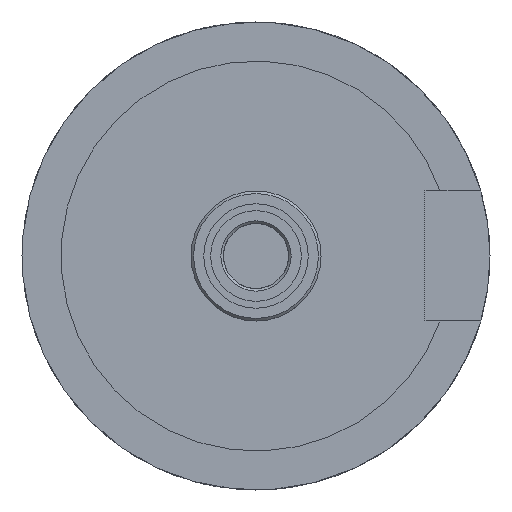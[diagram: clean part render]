
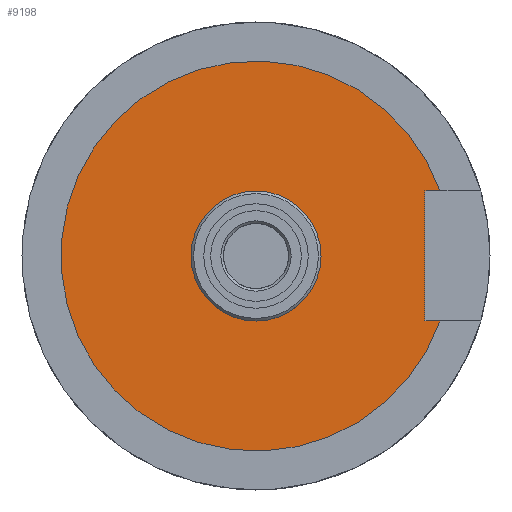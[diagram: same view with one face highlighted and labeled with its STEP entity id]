
A CAD part, front view. The second image highlights one B-rep face of the part: STEP entity #9198.
In plain terms, the highlighted planar face has unit normal (0, -1, 0).
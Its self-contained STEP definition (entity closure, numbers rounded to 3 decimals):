
#1273=LINE('',#14319,#1845);
#1277=LINE('',#14327,#1849);
#1281=LINE('',#14334,#1853);
#1845=VECTOR('',#11691,10.);
#1849=VECTOR('',#11697,10.);
#1853=VECTOR('',#11703,10.);
#2080=FACE_BOUND('',#2837,.T.);
#2292=FACE_OUTER_BOUND('',#2836,.T.);
#2836=EDGE_LOOP('',(#7162,#7163,#7164,#7165));
#2837=EDGE_LOOP('',(#7166));
#3397=CIRCLE('',#10067,16.);
#3398=CIRCLE('',#10068,5.);
#4024=VERTEX_POINT('',#14317);
#4025=VERTEX_POINT('',#14318);
#4028=VERTEX_POINT('',#14326);
#4030=VERTEX_POINT('',#14333);
#4032=VERTEX_POINT('',#14342);
#5149=EDGE_CURVE('',#4024,#4025,#1273,.T.);
#5153=EDGE_CURVE('',#4025,#4028,#1277,.T.);
#5157=EDGE_CURVE('',#4030,#4024,#1281,.T.);
#5161=EDGE_CURVE('',#4028,#4030,#3397,.T.);
#5162=EDGE_CURVE('',#4032,#4032,#3398,.T.);
#7162=ORIENTED_EDGE('',*,*,#5157,.T.);
#7163=ORIENTED_EDGE('',*,*,#5149,.T.);
#7164=ORIENTED_EDGE('',*,*,#5153,.T.);
#7165=ORIENTED_EDGE('',*,*,#5161,.T.);
#7166=ORIENTED_EDGE('',*,*,#5162,.T.);
#8961=PLANE('',#10066);
#9198=ADVANCED_FACE('',(#2292,#2080),#8961,.T.);
#10066=AXIS2_PLACEMENT_3D('',#14340,#11709,#11710);
#10067=AXIS2_PLACEMENT_3D('',#14341,#11711,#11712);
#10068=AXIS2_PLACEMENT_3D('',#14343,#11713,#11714);
#11691=DIRECTION('',(0.,0.,1.));
#11697=DIRECTION('',(1.,0.,0.));
#11703=DIRECTION('',(-1.,0.,0.));
#11709=DIRECTION('center_axis',(0.,-1.,0.));
#11710=DIRECTION('ref_axis',(1.,0.,0.));
#11711=DIRECTION('center_axis',(0.,-1.,0.));
#11712=DIRECTION('ref_axis',(1.,0.,0.));
#11713=DIRECTION('center_axis',(0.,1.,0.));
#11714=DIRECTION('ref_axis',(1.,0.,0.));
#14317=CARTESIAN_POINT('',(13.,-7.,-5.));
#14318=CARTESIAN_POINT('',(13.,-7.,5.));
#14319=CARTESIAN_POINT('',(13.,-7.,0.));
#14326=CARTESIAN_POINT('',(15.199,-7.,5.));
#14327=CARTESIAN_POINT('',(10.,-7.,5.));
#14333=CARTESIAN_POINT('',(15.199,-7.,-5.));
#14334=CARTESIAN_POINT('',(10.,-7.,-5.));
#14340=CARTESIAN_POINT('Origin',(0.,-7.,0.));
#14341=CARTESIAN_POINT('Origin',(0.,-7.,0.));
#14342=CARTESIAN_POINT('',(-5.,-7.,-0.005));
#14343=CARTESIAN_POINT('Origin',(0.,-7.,-0.005));
